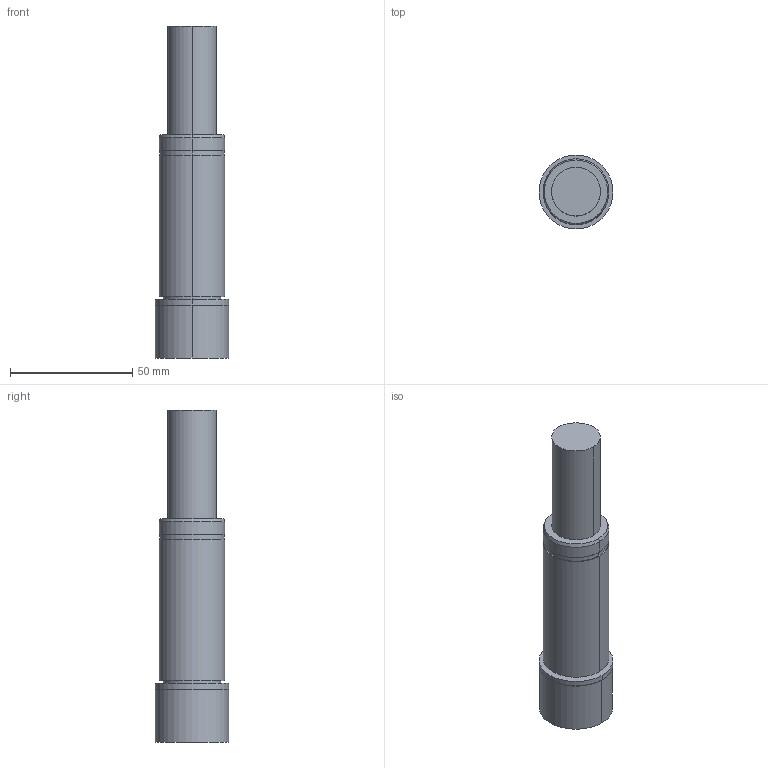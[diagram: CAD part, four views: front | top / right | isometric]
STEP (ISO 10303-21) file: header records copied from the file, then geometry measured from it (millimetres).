
FILE_DESCRIPTION((''),'2;1');
FILE_NAME('MGT12-10080-85','2020-01-09T',('ykawabe'),(''),'CREO PARAMETRIC BY PTC INC, 2016380','CREO PARAMETRIC BY PTC INC, 2016380','');
FILE_SCHEMA(('AUTOMOTIVE_DESIGN { 1 0 10303 214 1 1 1 1 }'));
Length unit declared in the file: millimetre
Products named in the file (1): MGT12-10080-85
Bounding box: 30.3 x 30.3 x 136 mm (x, y, z)
Volume: 64040.8 mm3; surface area: 15169.3 mm2
Topology: 1 solids, 1 shells, 50 faces, 122 edges, 82 vertices
Faces by surface type: plane 26, cylinder 22, cone 2
Entity records: 2013 total; most frequent: DIRECTION 290, CARTESIAN_POINT 261, ORIENTED_EDGE 244, PRESENTATION_STYLE_ASSIGNMENT 127, STYLED_ITEM 127, CURVE_STYLE 126, EDGE_CURVE 122, AXIS2_PLACEMENT_3D 113
